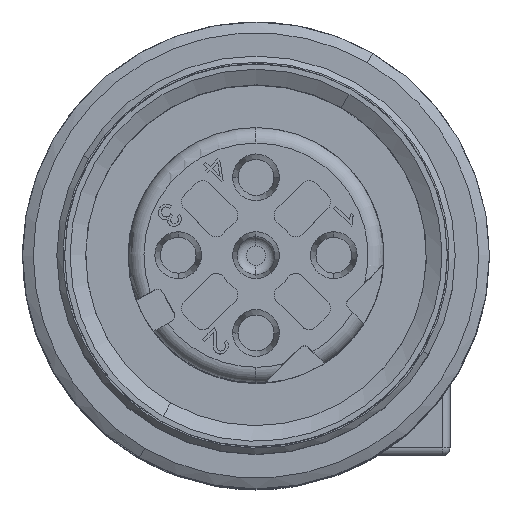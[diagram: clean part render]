
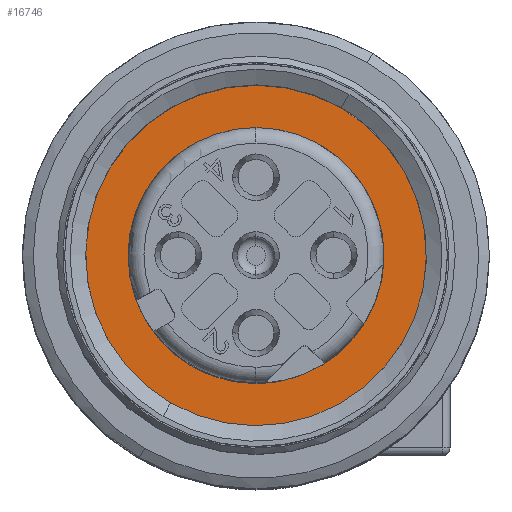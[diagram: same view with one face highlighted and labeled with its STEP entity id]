
A CAD part, top view. The second image highlights one B-rep face of the part: STEP entity #16746.
In plain terms, the highlighted planar face has unit normal (0, 0, 1).
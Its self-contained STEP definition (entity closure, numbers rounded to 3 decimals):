
#7344=AXIS2_PLACEMENT_3D('Circle Axis2P3D',#7342,#7343,$) ;
#7413=AXIS2_PLACEMENT_3D('Circle Axis2P3D',#7411,#7412,$) ;
#15454=AXIS2_PLACEMENT_3D('Circle Axis2P3D',#15452,#15453,$) ;
#16736=AXIS2_PLACEMENT_3D('Plane Axis2P3D',#16733,#16734,#16735) ;
#7339=CARTESIAN_POINT('Vertex',(7.5,3.388,150.167)) ;
#7342=CARTESIAN_POINT('Axis2P3D Location',(7.5,7.5,150.167)) ;
#7346=CARTESIAN_POINT('Vertex',(7.5,11.612,150.167)) ;
#7411=CARTESIAN_POINT('Axis2P3D Location',(7.5,7.5,150.167)) ;
#15401=CARTESIAN_POINT('Vertex',(4.762,2.759,150.167)) ;
#15405=CARTESIAN_POINT('Control Point',(10.238,12.241,150.167)) ;
#15406=CARTESIAN_POINT('Control Point',(9.493,12.671,150.167)) ;
#15407=CARTESIAN_POINT('Control Point',(8.663,12.955,150.167)) ;
#15408=CARTESIAN_POINT('Control Point',(7.788,13.071,150.167)) ;
#15409=CARTESIAN_POINT('Control Point',(6.039,12.952,150.167)) ;
#15410=CARTESIAN_POINT('Control Point',(4.465,12.18,150.167)) ;
#15411=CARTESIAN_POINT('Control Point',(3.765,11.643,150.167)) ;
#15412=CARTESIAN_POINT('Control Point',(2.612,10.322,150.167)) ;
#15413=CARTESIAN_POINT('Control Point',(2.045,8.663,150.167)) ;
#15414=CARTESIAN_POINT('Control Point',(1.929,7.788,150.167)) ;
#15415=CARTESIAN_POINT('Control Point',(2.048,6.039,150.167)) ;
#15416=CARTESIAN_POINT('Control Point',(2.82,4.465,150.167)) ;
#15417=CARTESIAN_POINT('Control Point',(3.357,3.765,150.167)) ;
#15418=CARTESIAN_POINT('Control Point',(4.018,3.189,150.167)) ;
#15419=CARTESIAN_POINT('Control Point',(4.763,2.759,150.167)) ;
#15420=CARTESIAN_POINT('Vertex',(10.238,12.241,150.167)) ;
#15452=CARTESIAN_POINT('Axis2P3D Location',(7.5,7.5,150.167)) ;
#16733=CARTESIAN_POINT('Axis2P3D Location',(7.5,7.5,150.167)) ;
#7343=DIRECTION('Axis2P3D Direction',(0.,0.,1.)) ;
#7412=DIRECTION('Axis2P3D Direction',(0.,0.,1.)) ;
#15453=DIRECTION('Axis2P3D Direction',(0.,0.,1.)) ;
#16734=DIRECTION('Axis2P3D Direction',(0.,0.,1.)) ;
#16735=DIRECTION('Axis2P3D XDirection',(0.,-1.,0.)) ;
#16739=ORIENTED_EDGE('',*,*,#15422,.T.) ;
#16740=ORIENTED_EDGE('',*,*,#15456,.T.) ;
#16743=ORIENTED_EDGE('',*,*,#7415,.F.) ;
#16744=ORIENTED_EDGE('',*,*,#7348,.F.) ;
#16745=FACE_BOUND('',#16742,.T.) ;
#16746=ADVANCED_FACE('Hauptk\X2\00F6\X0\rper',(#16741,#16745),#16737,.T.) ;
#15404=B_SPLINE_CURVE_WITH_KNOTS('',5,(#15405,#15406,#15407,#15408,#15409,#15410,#15411,#15412,#15413,#15414,#15415,#15416,#15417,#15418,#15419),.UNSPECIFIED.,.F.,.U.,(6,3,3,3,6),(-8.6,-4.3,0.,4.3,8.6),.UNSPECIFIED.) ;
#7345=CIRCLE('generated circle',#7344,4.112) ;
#7414=CIRCLE('generated circle',#7413,4.112) ;
#15455=CIRCLE('generated circle',#15454,5.475) ;
#7348=EDGE_CURVE('',#7340,#7347,#7345,.T.) ;
#7415=EDGE_CURVE('',#7347,#7340,#7414,.T.) ;
#15422=EDGE_CURVE('',#15421,#15402,#15404,.T.) ;
#15456=EDGE_CURVE('',#15402,#15421,#15455,.T.) ;
#16738=EDGE_LOOP('',(#16739,#16740)) ;
#16742=EDGE_LOOP('',(#16743,#16744)) ;
#16741=FACE_OUTER_BOUND('',#16738,.T.) ;
#16737=PLANE('',#16736) ;
#7340=VERTEX_POINT('',#7339) ;
#7347=VERTEX_POINT('',#7346) ;
#15402=VERTEX_POINT('',#15401) ;
#15421=VERTEX_POINT('',#15420) ;
